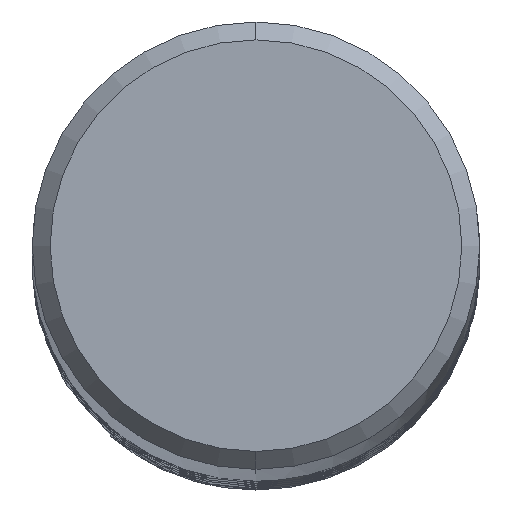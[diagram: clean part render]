
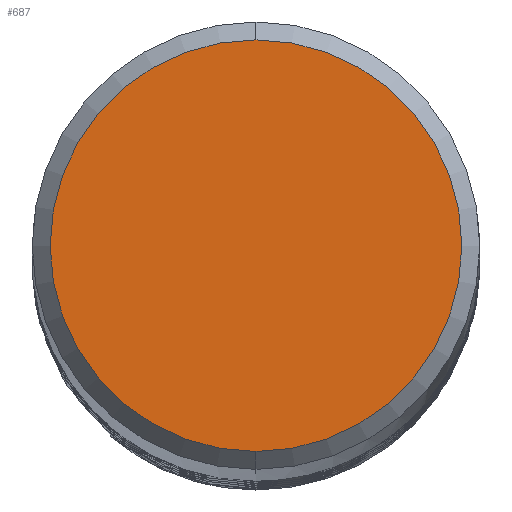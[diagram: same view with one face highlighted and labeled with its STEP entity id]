
A CAD part, top view. The second image highlights one B-rep face of the part: STEP entity #687.
In plain terms, the highlighted planar face has unit normal (0, 0, 1).
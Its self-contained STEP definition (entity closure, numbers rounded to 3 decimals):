
#275=VERTEX_POINT('',#778);
#415=VERTEX_POINT('',#928);
#517=EDGE_CURVE('',#415,#275,#1042,.T.);
#601=EDGE_CURVE('',#275,#415,#1134,.T.);
#687=ADVANCED_FACE('',(#1223),#1224,.T.);
#778=CARTESIAN_POINT('',(0.,-0.69,0.0));
#928=CARTESIAN_POINT('',(0.0,0.69,0.0));
#1042=CIRCLE('',#4056,0.69);
#1134=CIRCLE('',#5306,0.69);
#1223=FACE_OUTER_BOUND('',#7643,.T.);
#1224=PLANE('',#7644);
#4056=AXIS2_PLACEMENT_3D('',#8898,#8899,#8900);
#5306=AXIS2_PLACEMENT_3D('',#9003,#9004,#9005);
#7643=EDGE_LOOP('',(#9069,#9070));
#7644=AXIS2_PLACEMENT_3D('',#9071,#9072,#9073);
#8898=CARTESIAN_POINT('',(0.0,0.0,0.0));
#8899=DIRECTION('',(0.0,0.0,-1.0));
#8900=DIRECTION('',(0.0,1.0,0.0));
#9003=CARTESIAN_POINT('',(0.0,0.0,0.0));
#9004=DIRECTION('',(0.0,0.0,-1.0));
#9005=DIRECTION('',(0.0,1.0,0.0));
#9069=ORIENTED_EDGE('',*,*,#517,.F.);
#9070=ORIENTED_EDGE('',*,*,#601,.F.);
#9071=CARTESIAN_POINT('',(0.0,0.345,0.0));
#9072=DIRECTION('',(-0.0,0.0,1.0));
#9073=DIRECTION('',(0.0,-1.0,0.0));
